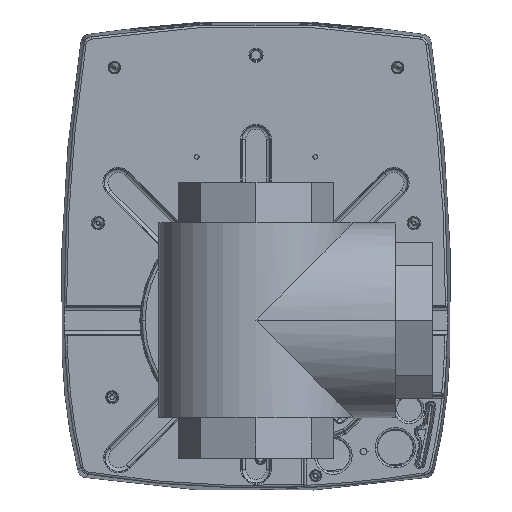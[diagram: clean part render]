
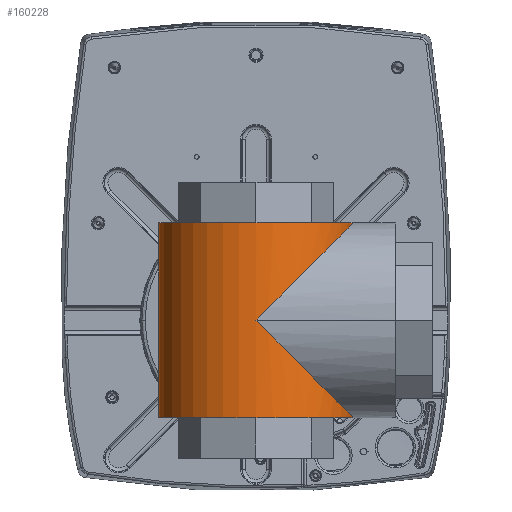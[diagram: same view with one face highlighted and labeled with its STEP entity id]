
A CAD part, top view. The second image highlights one B-rep face of the part: STEP entity #160228.
In plain terms, the highlighted cylindrical face has radius 21 mm (diameter 42 mm), a partial arc.
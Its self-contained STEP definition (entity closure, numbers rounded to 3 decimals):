
#158993=CARTESIAN_POINT('',(21.,0.,-21.));
#158994=CARTESIAN_POINT('',(21.,-0.421,-21.));
#158995=CARTESIAN_POINT('',(20.975,-1.264,
-20.975));
#158996=CARTESIAN_POINT('',(20.86,-2.528,
-20.86));
#158997=CARTESIAN_POINT('',(20.668,-3.794,
-20.668));
#158998=CARTESIAN_POINT('',(20.395,-5.062,
-20.395));
#158999=CARTESIAN_POINT('',(20.038,-6.33,
-20.038));
#159000=CARTESIAN_POINT('',(19.592,-7.601,
-19.592));
#159001=CARTESIAN_POINT('',(19.053,-8.868,
-19.053));
#159002=CARTESIAN_POINT('',(18.416,-10.126,
-18.416));
#159003=CARTESIAN_POINT('',(17.682,-11.36,
-17.682));
#159004=CARTESIAN_POINT('',(16.842,-12.574,
-16.842));
#159005=CARTESIAN_POINT('',(15.885,-13.765,
-15.885));
#159006=CARTESIAN_POINT('',(14.795,-14.933,
-14.795));
#159007=CARTESIAN_POINT('',(13.576,-16.051,
-13.576));
#159008=CARTESIAN_POINT('',(12.235,-17.097,
-12.235));
#159009=CARTESIAN_POINT('',(10.769,-18.058,
-10.769));
#159010=CARTESIAN_POINT('',(9.185,-18.914,
-9.185));
#159011=CARTESIAN_POINT('',(7.493,-19.647,
-7.493));
#159012=CARTESIAN_POINT('',(5.707,-20.239,
-5.707));
#159013=CARTESIAN_POINT('',(3.847,-20.674,
-3.847));
#159014=CARTESIAN_POINT('',(1.935,-20.94,
-1.935));
#159015=CARTESIAN_POINT('',(0.647,-21.,-0.647));
#159016=CARTESIAN_POINT('',(0.,-21.,0.));
#159031=CARTESIAN_POINT('',(21.,0.,21.));
#159032=CARTESIAN_POINT('',(21.,-0.421,21.));
#159033=CARTESIAN_POINT('',(20.975,-1.264,
20.975));
#159034=CARTESIAN_POINT('',(20.86,-2.528,
20.86));
#159035=CARTESIAN_POINT('',(20.668,-3.794,
20.668));
#159036=CARTESIAN_POINT('',(20.395,-5.062,
20.395));
#159037=CARTESIAN_POINT('',(20.038,-6.33,
20.038));
#159038=CARTESIAN_POINT('',(19.592,-7.601,
19.592));
#159039=CARTESIAN_POINT('',(19.053,-8.868,
19.053));
#159040=CARTESIAN_POINT('',(18.416,-10.126,
18.416));
#159041=CARTESIAN_POINT('',(17.682,-11.36,
17.682));
#159042=CARTESIAN_POINT('',(16.842,-12.574,
16.842));
#159043=CARTESIAN_POINT('',(15.885,-13.765,
15.885));
#159044=CARTESIAN_POINT('',(14.795,-14.933,
14.795));
#159045=CARTESIAN_POINT('',(13.576,-16.051,
13.576));
#159046=CARTESIAN_POINT('',(12.235,-17.097,
12.235));
#159047=CARTESIAN_POINT('',(10.769,-18.058,
10.769));
#159048=CARTESIAN_POINT('',(9.185,-18.914,
9.185));
#159049=CARTESIAN_POINT('',(7.493,-19.647,
7.493));
#159050=CARTESIAN_POINT('',(5.707,-20.239,
5.707));
#159051=CARTESIAN_POINT('',(3.847,-20.674,
3.847));
#159052=CARTESIAN_POINT('',(1.935,-20.94,
1.935));
#159053=CARTESIAN_POINT('',(0.647,-21.,0.647));
#159054=CARTESIAN_POINT('',(0.,-21.,0.));
#159056=CARTESIAN_POINT('',(0.,0.,-21.));
#159057=DIRECTION('',(0.,0.,1.));
#159058=DIRECTION('',(-1.,0.,0.));
#159059=AXIS2_PLACEMENT_3D('',#159056,#159057,#159058);
#159150=DIRECTION('',(0.,0.,-1.));
#159151=VECTOR('',#159150,42.);
#159152=CARTESIAN_POINT('',(-21.,0.,21.));
#159153=LINE('',#159152,#159151);
#159181=CARTESIAN_POINT('',(0.,0.,21.));
#159182=DIRECTION('',(0.,0.,-1.));
#159183=DIRECTION('',(1.,0.,0.));
#159184=AXIS2_PLACEMENT_3D('',#159181,#159182,#159183);
#159673=CARTESIAN_POINT('',(0.,-21.,0.));
#159674=VERTEX_POINT('',#159673);
#159675=VERTEX_POINT('',#159031);
#159676=VERTEX_POINT('',#158993);
#159678=CARTESIAN_POINT('',(-21.,0.,-21.));
#159679=VERTEX_POINT('',#159678);
#159680=CARTESIAN_POINT('',(-21.,0.,21.));
#159681=VERTEX_POINT('',#159680);
#160213=CARTESIAN_POINT('',(0.,0.,0.));
#160214=DIRECTION('',(0.,0.,1.));
#160215=DIRECTION('',(-1.,0.,0.));
#160216=AXIS2_PLACEMENT_3D('',#160213,#160214,#160215);
#160217=CYLINDRICAL_SURFACE('',#160216,21.);
#160219=ORIENTED_EDGE('',*,*,#160218,.F.);
#160221=ORIENTED_EDGE('',*,*,#160220,.F.);
#160223=ORIENTED_EDGE('',*,*,#160222,.F.);
#160224=ORIENTED_EDGE('',*,*,#160188,.T.);
#160225=ORIENTED_EDGE('',*,*,#160200,.F.);
#160226=EDGE_LOOP('',(#160219,#160221,#160223,#160224,#160225));
#160227=FACE_OUTER_BOUND('',#160226,.F.);
#160228=ADVANCED_FACE('',(#160227),#160217,.T.);
#159017=B_SPLINE_CURVE_WITH_KNOTS('',3,(#158993,#158994,#158995,#158996,#158997,
#158998,#158999,#159000,#159001,#159002,#159003,#159004,#159005,#159006,#159007,
#159008,#159009,#159010,#159011,#159012,#159013,#159014,#159015,#159016),
.UNSPECIFIED.,.F.,.F.,(4,1,1,1,1,1,1,1,1,1,1,1,1,1,1,1,1,1,1,1,1,4),(0.,
0.048,0.095,0.143,0.19,
0.238,0.286,0.333,0.381,
0.429,0.476,0.524,0.571,
0.619,0.667,0.714,0.762,
0.81,0.857,0.905,0.952,1.),
.UNSPECIFIED.);
#159055=B_SPLINE_CURVE_WITH_KNOTS('',3,(#159031,#159032,#159033,#159034,#159035,
#159036,#159037,#159038,#159039,#159040,#159041,#159042,#159043,#159044,#159045,
#159046,#159047,#159048,#159049,#159050,#159051,#159052,#159053,#159054),
.UNSPECIFIED.,.F.,.F.,(4,1,1,1,1,1,1,1,1,1,1,1,1,1,1,1,1,1,1,1,1,4),(0.,
0.048,0.095,0.143,0.19,
0.238,0.286,0.333,0.381,
0.429,0.476,0.524,0.571,
0.619,0.667,0.714,0.762,
0.81,0.857,0.905,0.952,1.),
.UNSPECIFIED.);
#159060=CIRCLE('',#159059,21.);
#159185=CIRCLE('',#159184,21.);
#160188=EDGE_CURVE('',#159675,#159674,#159055,.T.);
#160200=EDGE_CURVE('',#159676,#159674,#159017,.T.);
#160218=EDGE_CURVE('',#159679,#159676,#159060,.T.);
#160220=EDGE_CURVE('',#159681,#159679,#159153,.T.);
#160222=EDGE_CURVE('',#159675,#159681,#159185,.T.);
